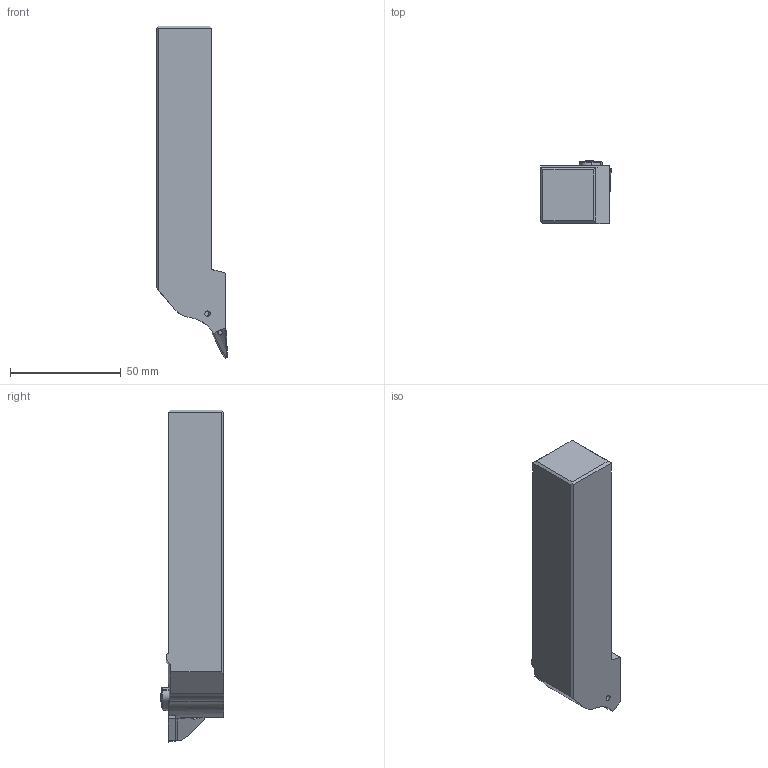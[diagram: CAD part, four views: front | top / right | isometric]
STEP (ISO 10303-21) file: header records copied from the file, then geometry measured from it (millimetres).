
FILE_DESCRIPTION(/* description */ (''),/* implementation_level */ '2;1');
FILE_NAME(/* name */ 'SXZCL2525M15_MR0_8.stp',/* time_stamp */ '2023-02-09T12:51:25+09:00',/* author */ (''),/* organization */ (''),/* preprocessor_version */ 'ST-DEVELOPER v16',/* originating_system */ 'SIEMENS PLM Software NX 10.0',/* authorisation */ '');
FILE_SCHEMA (('AUTOMOTIVE_DESIGN { 1 0 10303 214 3 1 1 1 }'));
Length unit declared in the file: millimetre
Products named in the file (1): SXZCL2525M15_MR0_8_ASM
Bounding box: 32 x 28.51 x 150 mm (x, y, z)
Volume: 85078.8 mm3; surface area: 16073.4 mm2
Topology: 2 solids, 2 shells, 183 faces, 521 edges, 358 vertices
Faces by surface type: cylinder 77, plane 70, cone 21, torus 11, bspline 2, sphere 2
Entity records: 7779 total; most frequent: CARTESIAN_POINT 1644, DIRECTION 1057, ORIENTED_EDGE 1010, EDGE_CURVE 505, AXIS2_PLACEMENT_3D 414, VERTEX_POINT 337, LINE 229, VECTOR 229
